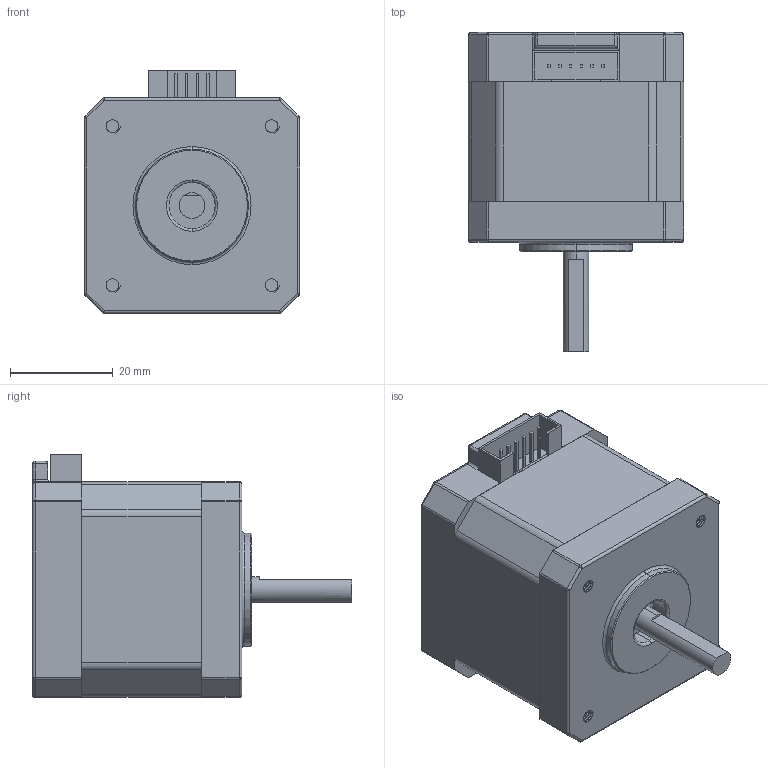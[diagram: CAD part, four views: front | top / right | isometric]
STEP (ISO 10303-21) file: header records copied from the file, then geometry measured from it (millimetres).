
FILE_DESCRIPTION (( 'STEP AP203' ), '1' );
FILE_NAME ('Nima 17 40x42x5mm.STEP', '2025-06-30T18:18:56', ( '' ), ( '' ), 'SwSTEP 2.0', 'SolidWorks 2023', '' );
FILE_SCHEMA (( 'CONFIG_CONTROL_DESIGN' ));
Length unit declared in the file: millimetre
Products named in the file (1): Nima 17 40x42x5mm
Bounding box: 42 x 62.15 x 47.3 mm (x, y, z)
Volume: 63751.5 mm3; surface area: 20738.5 mm2
Topology: 12 solids, 12 shells, 402 faces, 1021 edges, 640 vertices
Faces by surface type: cylinder 236, plane 128, sphere 18, bspline 14, torus 4, cone 2
Entity records: 20442 total; most frequent: CARTESIAN_POINT 11498, ORIENTED_EDGE 2010, DIRECTION 1715, EDGE_CURVE 1005, VERTEX_POINT 640, AXIS2_PLACEMENT_3D 613, VECTOR 489, LINE 489
